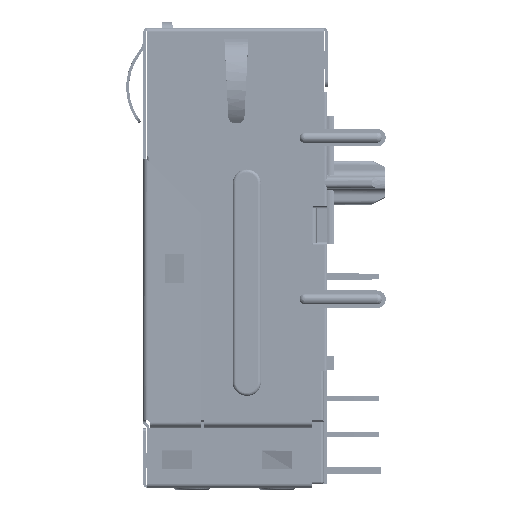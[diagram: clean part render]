
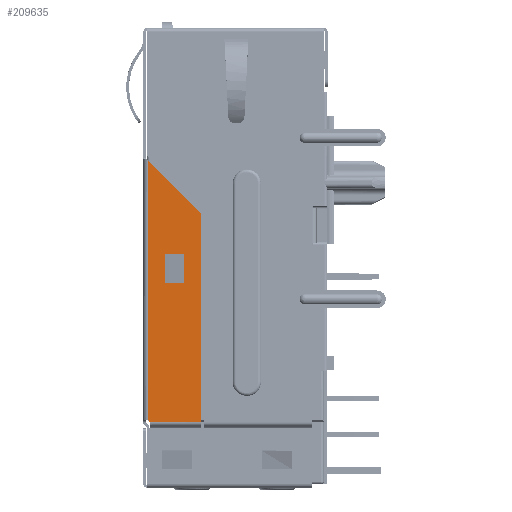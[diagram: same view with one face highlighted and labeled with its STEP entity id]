
A CAD part, left-side view. The second image highlights one B-rep face of the part: STEP entity #209635.
In plain terms, the highlighted planar face has unit normal (-1, -0.018, 0).
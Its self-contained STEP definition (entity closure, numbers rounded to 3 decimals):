
#1910 = DIRECTION ( 'NONE',  ( 0.017, -1., 0. ) ) ;
#2529 = CARTESIAN_POINT ( 'NONE',  ( -29.117, -1.305, -15.7 ) ) ;
#4509 = DIRECTION ( 'NONE',  ( 0., 0., -1. ) ) ;
#5547 = EDGE_CURVE ( 'NONE', #83905, #269243, #73580, .T. ) ;
#17146 = EDGE_CURVE ( 'NONE', #115104, #279732, #268449, .T. ) ;
#18764 = EDGE_CURVE ( 'NONE', #83905, #45179, #288267, .T. ) ;
#19238 = DIRECTION ( 'NONE',  ( 1., 0.017, 0. ) ) ;
#21220 = CARTESIAN_POINT ( 'NONE',  ( -29.142, 0.104, -27.75 ) ) ;
#22835 = EDGE_CURVE ( 'NONE', #304342, #202464, #110602, .T. ) ;
#31476 = VECTOR ( 'NONE', #297573, 1000. ) ;
#37034 = CARTESIAN_POINT ( 'NONE',  ( -29.117, -1.305, -17.8 ) ) ;
#39617 = DIRECTION ( 'NONE',  ( 0., 0., 1. ) ) ;
#40760 = CARTESIAN_POINT ( 'NONE',  ( -29.117, -1.305, -15.7 ) ) ;
#44656 = ORIENTED_EDGE ( 'NONE', *, *, #311432, .F. ) ;
#45179 = VERTEX_POINT ( 'NONE', #77181 ) ;
#46587 = DIRECTION ( 'NONE',  ( 0.008, -0.454, 0.891 ) ) ;
#49836 = VECTOR ( 'NONE', #39617, 1000. ) ;
#52949 = CARTESIAN_POINT ( 'NONE',  ( -29.095, -2.605, -17.8 ) ) ;
#53721 = ORIENTED_EDGE ( 'NONE', *, *, #22835, .T. ) ;
#57744 = VERTEX_POINT ( 'NONE', #138654 ) ;
#58415 = VERTEX_POINT ( 'NONE', #219658 ) ;
#58922 = CIRCLE ( 'NONE', #69808, 0.35 ) ;
#69808 = AXIS2_PLACEMENT_3D ( 'NONE', #21220, #200277, #46587 ) ;
#69996 = CARTESIAN_POINT ( 'NONE',  ( -29.106, -1.937, -18.345 ) ) ;
#73580 = LINE ( 'NONE', #249158, #177549 ) ;
#74048 = DIRECTION ( 'NONE',  ( 0., 0., -1. ) ) ;
#75623 = ORIENTED_EDGE ( 'NONE', *, *, #251040, .T. ) ;
#77181 = CARTESIAN_POINT ( 'NONE',  ( -29.074, -3.818, -27.621 ) ) ;
#83905 = VERTEX_POINT ( 'NONE', #211640 ) ;
#86116 = CARTESIAN_POINT ( 'NONE',  ( -29.139, -0.055, -9.069 ) ) ;
#107642 = ORIENTED_EDGE ( 'NONE', *, *, #212482, .F. ) ;
#110602 = LINE ( 'NONE', #40760, #31476 ) ;
#115104 = VERTEX_POINT ( 'NONE', #138645 ) ;
#115630 = FACE_OUTER_BOUND ( 'NONE', #204658, .T. ) ;
#126898 = ORIENTED_EDGE ( 'NONE', *, *, #5547, .T. ) ;
#136920 = VECTOR ( 'NONE', #1910, 1000. ) ;
#138645 = CARTESIAN_POINT ( 'NONE',  ( -29.117, -1.305, -17.8 ) ) ;
#138654 = CARTESIAN_POINT ( 'NONE',  ( -29.139, -0.055, -27.438 ) ) ;
#143926 = VECTOR ( 'NONE', #74048, 1000. ) ;
#152397 = VECTOR ( 'NONE', #243069, 1000. ) ;
#164103 = ORIENTED_EDGE ( 'NONE', *, *, #18764, .F. ) ;
#164562 = VECTOR ( 'NONE', #265068, 1000. ) ;
#173620 = EDGE_CURVE ( 'NONE', #58415, #45179, #253636, .T. ) ;
#174383 = ORIENTED_EDGE ( 'NONE', *, *, #173620, .T. ) ;
#177549 = VECTOR ( 'NONE', #228828, 1000. ) ;
#183686 = CARTESIAN_POINT ( 'NONE',  ( -29.117, -1.305, -15.7 ) ) ;
#191929 = CARTESIAN_POINT ( 'NONE',  ( -29.074, -3.818, -12.833 ) ) ;
#200277 = DIRECTION ( 'NONE',  ( 1., 0.017, 0. ) ) ;
#202464 = VERTEX_POINT ( 'NONE', #316611 ) ;
#203993 = LINE ( 'NONE', #183686, #143926 ) ;
#204658 = EDGE_LOOP ( 'NONE', ( #174383, #164103, #126898, #75623, #280628 ) ) ;
#209635 = ADVANCED_FACE ( 'NONE', ( #243929, #115630 ), #270991, .F. ) ;
#211640 = CARTESIAN_POINT ( 'NONE',  ( -29.074, -3.818, -12.833 ) ) ;
#212482 = EDGE_CURVE ( 'NONE', #304342, #115104, #203993, .T. ) ;
#219658 = CARTESIAN_POINT ( 'NONE',  ( -29.136, -0.222, -27.621 ) ) ;
#228828 = DIRECTION ( 'NONE',  ( -0.012, 0.707, 0.707 ) ) ;
#231618 = CARTESIAN_POINT ( 'NONE',  ( -29.136, -0.222, -27.621 ) ) ;
#233996 = EDGE_LOOP ( 'NONE', ( #44656, #301915, #107642, #53721 ) ) ;
#243069 = DIRECTION ( 'NONE',  ( 0.017, -1., 0. ) ) ;
#243929 = FACE_BOUND ( 'NONE', #233996, .T. ) ;
#249158 = CARTESIAN_POINT ( 'NONE',  ( -29.074, -3.818, -12.833 ) ) ;
#251040 = EDGE_CURVE ( 'NONE', #269243, #57744, #317382, .T. ) ;
#253636 = LINE ( 'NONE', #231618, #136920 ) ;
#255329 = AXIS2_PLACEMENT_3D ( 'NONE', #69996, #19238, #331650 ) ;
#265068 = DIRECTION ( 'NONE',  ( 0., 0., -1. ) ) ;
#268449 = LINE ( 'NONE', #37034, #152397 ) ;
#269243 = VERTEX_POINT ( 'NONE', #312055 ) ;
#270991 = PLANE ( 'NONE',  #255329 ) ;
#271052 = CARTESIAN_POINT ( 'NONE',  ( -29.095, -2.605, -17.8 ) ) ;
#279732 = VERTEX_POINT ( 'NONE', #52949 ) ;
#280628 = ORIENTED_EDGE ( 'NONE', *, *, #284606, .T. ) ;
#284606 = EDGE_CURVE ( 'NONE', #57744, #58415, #58922, .T. ) ;
#288267 = LINE ( 'NONE', #191929, #292266 ) ;
#292266 = VECTOR ( 'NONE', #4509, 1000. ) ;
#296420 = LINE ( 'NONE', #271052, #49836 ) ;
#297573 = DIRECTION ( 'NONE',  ( 0.017, -1., 0. ) ) ;
#301915 = ORIENTED_EDGE ( 'NONE', *, *, #17146, .F. ) ;
#304342 = VERTEX_POINT ( 'NONE', #2529 ) ;
#311432 = EDGE_CURVE ( 'NONE', #279732, #202464, #296420, .T. ) ;
#312055 = CARTESIAN_POINT ( 'NONE',  ( -29.139, -0.055, -9.069 ) ) ;
#316611 = CARTESIAN_POINT ( 'NONE',  ( -29.095, -2.605, -15.7 ) ) ;
#317382 = LINE ( 'NONE', #86116, #164562 ) ;
#331650 = DIRECTION ( 'NONE',  ( 0., 0., -1. ) ) ;
